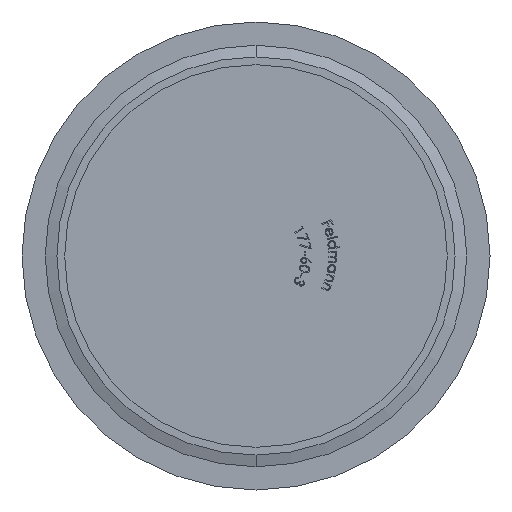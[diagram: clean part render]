
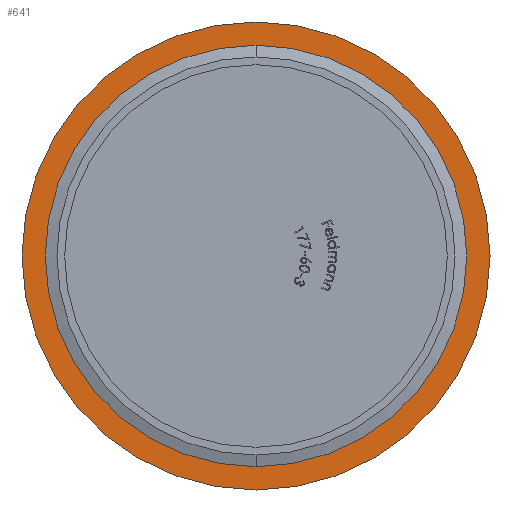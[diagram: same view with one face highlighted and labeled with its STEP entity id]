
A CAD part, front view. The second image highlights one B-rep face of the part: STEP entity #641.
In plain terms, the highlighted planar face has unit normal (0, -1, 0).
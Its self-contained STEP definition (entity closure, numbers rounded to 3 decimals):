
#310 = AXIS2_PLACEMENT_3D ( 'NONE', #2546, #2864, #2769 ) ;
#319 = EDGE_CURVE ( 'NONE', #1277, #6281, #8651, .T. ) ;
#461 = DIRECTION ( 'NONE',  ( 0., 0., 1. ) ) ;
#525 = VERTEX_POINT ( 'NONE', #7003 ) ;
#526 = FACE_OUTER_BOUND ( 'NONE', #4455, .T. ) ;
#641 = ADVANCED_FACE ( 'NONE', ( #526, #4956 ), #2892, .F. ) ;
#691 = ORIENTED_EDGE ( 'NONE', *, *, #8313, .F. ) ;
#715 = VERTEX_POINT ( 'NONE', #10451 ) ;
#1277 = VERTEX_POINT ( 'NONE', #4809 ) ;
#1392 = EDGE_CURVE ( 'NONE', #715, #525, #2467, .T. ) ;
#2252 = AXIS2_PLACEMENT_3D ( 'NONE', #7165, #2295, #7977 ) ;
#2295 = DIRECTION ( 'NONE',  ( 0., -1., 0. ) ) ;
#2467 = CIRCLE ( 'NONE', #2928, 30.15 ) ;
#2546 = CARTESIAN_POINT ( 'NONE',  ( 0., 0., 0. ) ) ;
#2769 = DIRECTION ( 'NONE',  ( 0., 0., 1. ) ) ;
#2864 = DIRECTION ( 'NONE',  ( 0., 1., 0. ) ) ;
#2892 = PLANE ( 'NONE',  #310 ) ;
#2928 = AXIS2_PLACEMENT_3D ( 'NONE', #4009, #4002, #3998 ) ;
#3057 = AXIS2_PLACEMENT_3D ( 'NONE', #10317, #5448, #461 ) ;
#3219 = EDGE_LOOP ( 'NONE', ( #3897, #691 ) ) ;
#3876 = AXIS2_PLACEMENT_3D ( 'NONE', #9451, #4133, #8934 ) ;
#3897 = ORIENTED_EDGE ( 'NONE', *, *, #319, .F. ) ;
#3912 = CIRCLE ( 'NONE', #3057, 30.15 ) ;
#3998 = DIRECTION ( 'NONE',  ( 0., 0., 1. ) ) ;
#4002 = DIRECTION ( 'NONE',  ( 0., 1., 0. ) ) ;
#4009 = CARTESIAN_POINT ( 'NONE',  ( 0., 0., 0. ) ) ;
#4133 = DIRECTION ( 'NONE',  ( 0., -1., 0. ) ) ;
#4455 = EDGE_LOOP ( 'NONE', ( #7891, #7272 ) ) ;
#4809 = CARTESIAN_POINT ( 'NONE',  ( 0., 0., 25.65 ) ) ;
#4956 = FACE_BOUND ( 'NONE', #3219, .T. ) ;
#5448 = DIRECTION ( 'NONE',  ( 0., 1., 0. ) ) ;
#6281 = VERTEX_POINT ( 'NONE', #10254 ) ;
#6282 = EDGE_CURVE ( 'NONE', #525, #715, #3912, .T. ) ;
#7003 = CARTESIAN_POINT ( 'NONE',  ( 0., 0., -30.15 ) ) ;
#7165 = CARTESIAN_POINT ( 'NONE',  ( 0., 0., 0. ) ) ;
#7272 = ORIENTED_EDGE ( 'NONE', *, *, #1392, .F. ) ;
#7278 = CIRCLE ( 'NONE', #2252, 25.65 ) ;
#7891 = ORIENTED_EDGE ( 'NONE', *, *, #6282, .F. ) ;
#7977 = DIRECTION ( 'NONE',  ( 0., 0., 1. ) ) ;
#8313 = EDGE_CURVE ( 'NONE', #6281, #1277, #7278, .T. ) ;
#8651 = CIRCLE ( 'NONE', #3876, 25.65 ) ;
#8934 = DIRECTION ( 'NONE',  ( 0., 0., 1. ) ) ;
#9451 = CARTESIAN_POINT ( 'NONE',  ( 0., 0., 0. ) ) ;
#10254 = CARTESIAN_POINT ( 'NONE',  ( 0., 0., -25.65 ) ) ;
#10317 = CARTESIAN_POINT ( 'NONE',  ( 0., 0., 0. ) ) ;
#10451 = CARTESIAN_POINT ( 'NONE',  ( 0., 0., 30.15 ) ) ;
